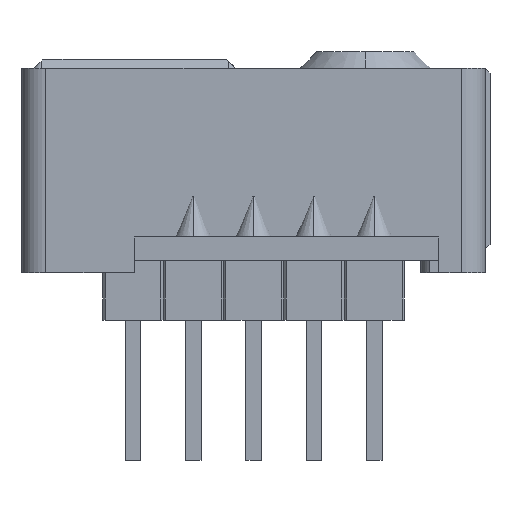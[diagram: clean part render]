
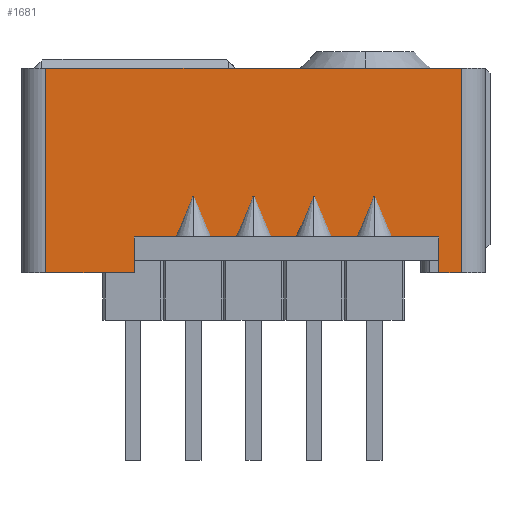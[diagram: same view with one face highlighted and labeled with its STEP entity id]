
A CAD part, left-side view. The second image highlights one B-rep face of the part: STEP entity #1681.
In plain terms, the highlighted planar face has unit normal (-1, 0, 0).
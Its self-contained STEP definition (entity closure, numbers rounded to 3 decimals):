
#14 = DIRECTION ( 'NONE',  ( 1., 0., 0. ) ) ;
#48 = CARTESIAN_POINT ( 'NONE',  ( 3.152, 0., 1. ) ) ;
#251 = CARTESIAN_POINT ( 'NONE',  ( 3.152, 16.533, -0.5 ) ) ;
#298 = ORIENTED_EDGE ( 'NONE', *, *, #2290, .T. ) ;
#487 = DIRECTION ( 'NONE',  ( 0., 0., 1. ) ) ;
#513 = ORIENTED_EDGE ( 'NONE', *, *, #7069, .T. ) ;
#564 = DIRECTION ( 'NONE',  ( 0., 1., 0. ) ) ;
#761 = ORIENTED_EDGE ( 'NONE', *, *, #5055, .F. ) ;
#776 = EDGE_CURVE ( 'NONE', #6374, #3992, #4320, .T. ) ;
#886 = VECTOR ( 'NONE', #2895, 1000. ) ;
#948 = CARTESIAN_POINT ( 'NONE',  ( 3.152, 12.804, -0.5 ) ) ;
#1237 = CARTESIAN_POINT ( 'NONE',  ( 3.152, -0.967, -0.5 ) ) ;
#1340 = LINE ( 'NONE', #6583, #4090 ) ;
#1353 = ORIENTED_EDGE ( 'NONE', *, *, #4318, .T. ) ;
#1383 = EDGE_LOOP ( 'NONE', ( #1353, #4072, #5227, #513, #298, #2303, #761, #4161 ) ) ;
#1430 = CARTESIAN_POINT ( 'NONE',  ( 3.152, 0., -0.5 ) ) ;
#1505 = CARTESIAN_POINT ( 'NONE',  ( 3.152, -0.967, -0.5 ) ) ;
#1564 = CARTESIAN_POINT ( 'NONE',  ( 3.152, 12.804, -8. ) ) ;
#1605 = DIRECTION ( 'NONE',  ( 0., 0., -1. ) ) ;
#1681 = ADVANCED_FACE ( 'NONE', ( #5119 ), #2191, .F. ) ;
#1787 = DIRECTION ( 'NONE',  ( 0., 0., 1. ) ) ;
#1877 = VERTEX_POINT ( 'NONE', #4065 ) ;
#1886 = EDGE_CURVE ( 'NONE', #6746, #3992, #4096, .T. ) ;
#2038 = VERTEX_POINT ( 'NONE', #6941 ) ;
#2062 = DIRECTION ( 'NONE',  ( 0., 1., 0. ) ) ;
#2191 = PLANE ( 'NONE',  #2602 ) ;
#2290 = EDGE_CURVE ( 'NONE', #1877, #3294, #1340, .T. ) ;
#2303 = ORIENTED_EDGE ( 'NONE', *, *, #4437, .F. ) ;
#2527 = CARTESIAN_POINT ( 'NONE',  ( 3.152, -0.967, -0.5 ) ) ;
#2602 = AXIS2_PLACEMENT_3D ( 'NONE', #2714, #14, #3849 ) ;
#2714 = CARTESIAN_POINT ( 'NONE',  ( 3.152, -0.967, -0.5 ) ) ;
#2849 = CARTESIAN_POINT ( 'NONE',  ( 3.152, -0.967, 1. ) ) ;
#2857 = VECTOR ( 'NONE', #1605, 1000. ) ;
#2895 = DIRECTION ( 'NONE',  ( 0., 0., 1. ) ) ;
#2976 = DIRECTION ( 'NONE',  ( 0., 1., 0. ) ) ;
#3294 = VERTEX_POINT ( 'NONE', #4827 ) ;
#3849 = DIRECTION ( 'NONE',  ( 0., 1., 0. ) ) ;
#3992 = VERTEX_POINT ( 'NONE', #1430 ) ;
#4023 = CARTESIAN_POINT ( 'NONE',  ( 3.152, 16.533, -0.5 ) ) ;
#4065 = CARTESIAN_POINT ( 'NONE',  ( 3.152, -0.967, 8.1 ) ) ;
#4072 = ORIENTED_EDGE ( 'NONE', *, *, #776, .T. ) ;
#4090 = VECTOR ( 'NONE', #564, 1000. ) ;
#4096 = LINE ( 'NONE', #6788, #5715 ) ;
#4161 = ORIENTED_EDGE ( 'NONE', *, *, #4759, .T. ) ;
#4318 = EDGE_CURVE ( 'NONE', #2038, #6374, #5929, .T. ) ;
#4320 = LINE ( 'NONE', #5360, #2857 ) ;
#4437 = EDGE_CURVE ( 'NONE', #5963, #3294, #5253, .T. ) ;
#4493 = LINE ( 'NONE', #1564, #5762 ) ;
#4497 = VECTOR ( 'NONE', #6666, 1000. ) ;
#4759 = EDGE_CURVE ( 'NONE', #5555, #2038, #4493, .T. ) ;
#4827 = CARTESIAN_POINT ( 'NONE',  ( 3.152, 16.533, 8.1 ) ) ;
#5046 = VECTOR ( 'NONE', #1787, 1000. ) ;
#5055 = EDGE_CURVE ( 'NONE', #5555, #5963, #6936, .T. ) ;
#5119 = FACE_OUTER_BOUND ( 'NONE', #1383, .T. ) ;
#5227 = ORIENTED_EDGE ( 'NONE', *, *, #1886, .F. ) ;
#5253 = LINE ( 'NONE', #4023, #886 ) ;
#5360 = CARTESIAN_POINT ( 'NONE',  ( 3.152, 0., -0.5 ) ) ;
#5513 = VECTOR ( 'NONE', #2062, 1000. ) ;
#5555 = VERTEX_POINT ( 'NONE', #948 ) ;
#5715 = VECTOR ( 'NONE', #2976, 1000. ) ;
#5762 = VECTOR ( 'NONE', #487, 1000. ) ;
#5929 = LINE ( 'NONE', #2849, #4497 ) ;
#5963 = VERTEX_POINT ( 'NONE', #251 ) ;
#6313 = LINE ( 'NONE', #1237, #5046 ) ;
#6374 = VERTEX_POINT ( 'NONE', #48 ) ;
#6583 = CARTESIAN_POINT ( 'NONE',  ( 3.152, -0.967, 8.1 ) ) ;
#6666 = DIRECTION ( 'NONE',  ( 0., -1., 0. ) ) ;
#6746 = VERTEX_POINT ( 'NONE', #2527 ) ;
#6788 = CARTESIAN_POINT ( 'NONE',  ( 3.152, -0.967, -0.5 ) ) ;
#6936 = LINE ( 'NONE', #1505, #5513 ) ;
#6941 = CARTESIAN_POINT ( 'NONE',  ( 3.152, 12.804, 1. ) ) ;
#7069 = EDGE_CURVE ( 'NONE', #6746, #1877, #6313, .T. ) ;
